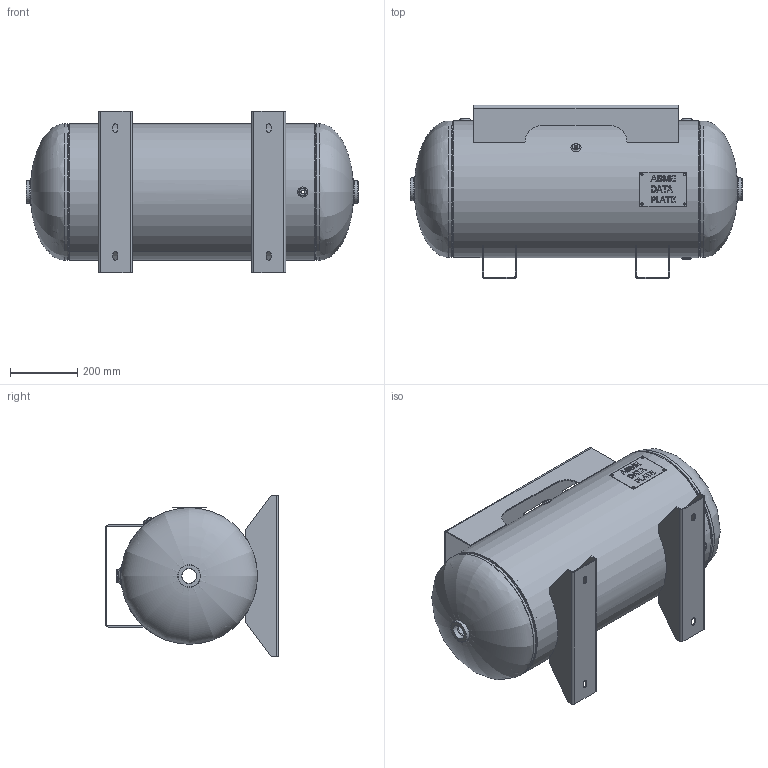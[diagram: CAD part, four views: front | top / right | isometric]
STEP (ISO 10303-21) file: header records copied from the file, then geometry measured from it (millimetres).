
FILE_DESCRIPTION(/* description */ ('16 X 38 200# HORZ ASME STOCK 30 GAL W/CHNLS & TPLT'),/* implementation_level */ '2;1');
FILE_NAME(/* name */ 'SPVG_A10028.stp',/* time_stamp */ '2018-11-06T09:45:22-06:00',/* author */ ('kim.thoune'),/* organization */ (''),/* preprocessor_version */ 'ST-DEVELOPER v16.5',/* originating_system */ 'Autodesk Inventor 2017',/* authorisation */ '');
FILE_SCHEMA (('AUTOMOTIVE_DESIGN { 1 0 10303 214 3 1 1 }'));
Length unit declared in the file: inch
Products named in the file (14): A10028; A10028-1; A10028-2; 910-791; A10028-3; 910-791_1; F101500; F100500; F100750; F100250; S100045; 60-140; 64-053; S100111
Assembly tree (17 placements, depth 3):
  A10028
    A10028-1
    A10028-2
      910-791
    A10028-3
      910-791_1
    F101500  x2
    F100250  x2
    F100500  x2
    F100750
    S100045
    60-140
      64-053
    S100111  x2
Bounding box: 990.6 x 516.94 x 482.6 mm (x, y, z)
Volume: 6089742.6 mm3; surface area: 3799477 mm2
Topology: 14 solids, 14 shells, 481 faces, 1234 edges, 806 vertices
Faces by surface type: plane 281, cylinder 114, bspline 38, torus 36, cone 12
Full cylindrical faces by diameter (mm): 6.35 x4, 7.938 x4, 11.455 x2, 18.644 x2, 26.987 x4, 31.75 x2, 36.512 x1, 36.909 x1, 43.256 x2, 52.387 x1, 55.562 x2, 57.15 x3, 395.681 x2, 400.71 x3, 401.371 x2, 406.4 x2, 407.67 x1
Entity records: 13204 total; most frequent: CARTESIAN_POINT 3635, ORIENTED_EDGE 1848, DIRECTION 1796, EDGE_CURVE 924, LINE 652, VECTOR 652, VERTEX_POINT 639, AXIS2_PLACEMENT_3D 572
